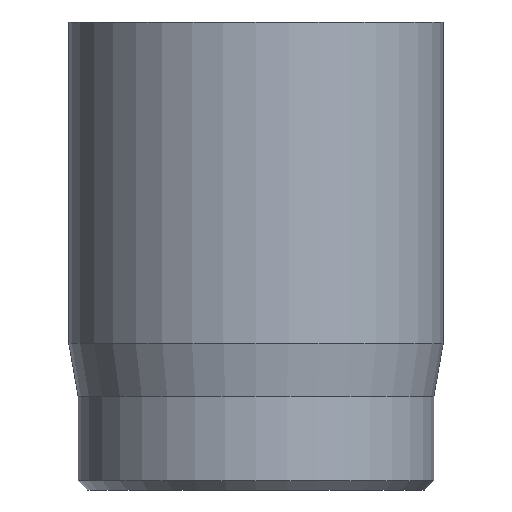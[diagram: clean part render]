
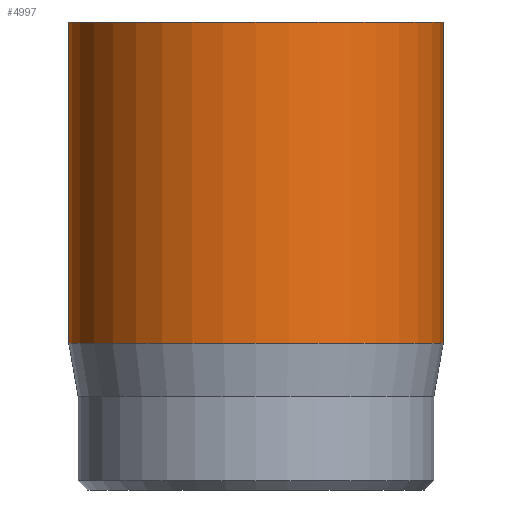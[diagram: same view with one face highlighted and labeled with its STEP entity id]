
A CAD part, front view. The second image highlights one B-rep face of the part: STEP entity #4997.
In plain terms, the highlighted cylindrical face has radius 2 mm (diameter 4 mm), a full revolution.
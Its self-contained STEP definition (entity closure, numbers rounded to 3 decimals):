
#31=CYLINDRICAL_SURFACE('',#5182,2.);
#44=CIRCLE('',#5153,2.);
#55=CIRCLE('',#5180,2.);
#56=CIRCLE('',#5181,2.);
#458=FACE_OUTER_BOUND('',#763,.T.);
#763=EDGE_LOOP('',(#4472,#4473,#4474,#4475,#4476));
#1137=LINE('',#9475,#1517);
#1517=VECTOR('',#5792,2.);
#2320=VERTEX_POINT('',#9426);
#2331=VERTEX_POINT('',#9469);
#2332=VERTEX_POINT('',#9470);
#3034=EDGE_CURVE('',#2320,#2320,#44,.T.);
#3050=EDGE_CURVE('',#2331,#2332,#55,.T.);
#3051=EDGE_CURVE('',#2332,#2331,#56,.T.);
#3053=EDGE_CURVE('',#2320,#2331,#1137,.T.);
#4472=ORIENTED_EDGE('',*,*,#3034,.T.);
#4473=ORIENTED_EDGE('',*,*,#3053,.T.);
#4474=ORIENTED_EDGE('',*,*,#3050,.T.);
#4475=ORIENTED_EDGE('',*,*,#3051,.T.);
#4476=ORIENTED_EDGE('',*,*,#3053,.F.);
#4997=ADVANCED_FACE('',(#458),#31,.T.);
#5153=AXIS2_PLACEMENT_3D('',#9427,#5726,#5727);
#5180=AXIS2_PLACEMENT_3D('',#9471,#5785,#5786);
#5181=AXIS2_PLACEMENT_3D('',#9472,#5787,#5788);
#5182=AXIS2_PLACEMENT_3D('',#9474,#5790,#5791);
#5726=DIRECTION('center_axis',(0.,0.,-1.));
#5727=DIRECTION('ref_axis',(-1.,0.,0.));
#5785=DIRECTION('center_axis',(0.,0.,1.));
#5786=DIRECTION('ref_axis',(-1.,0.,0.));
#5787=DIRECTION('center_axis',(0.,0.,1.));
#5788=DIRECTION('ref_axis',(-1.,0.,0.));
#5790=DIRECTION('center_axis',(0.,0.,1.));
#5791=DIRECTION('ref_axis',(-1.,0.,0.));
#5792=DIRECTION('',(0.,0.,-1.));
#9426=CARTESIAN_POINT('',(2.,0.,5.));
#9427=CARTESIAN_POINT('Origin',(0.,0.,5.));
#9469=CARTESIAN_POINT('',(2.,0.,1.567));
#9470=CARTESIAN_POINT('',(-2.,0.,1.567));
#9471=CARTESIAN_POINT('Origin',(0.,0.,1.567));
#9472=CARTESIAN_POINT('Origin',(0.,0.,1.567));
#9474=CARTESIAN_POINT('Origin',(0.,0.,0.));
#9475=CARTESIAN_POINT('',(2.,0.,0.));
